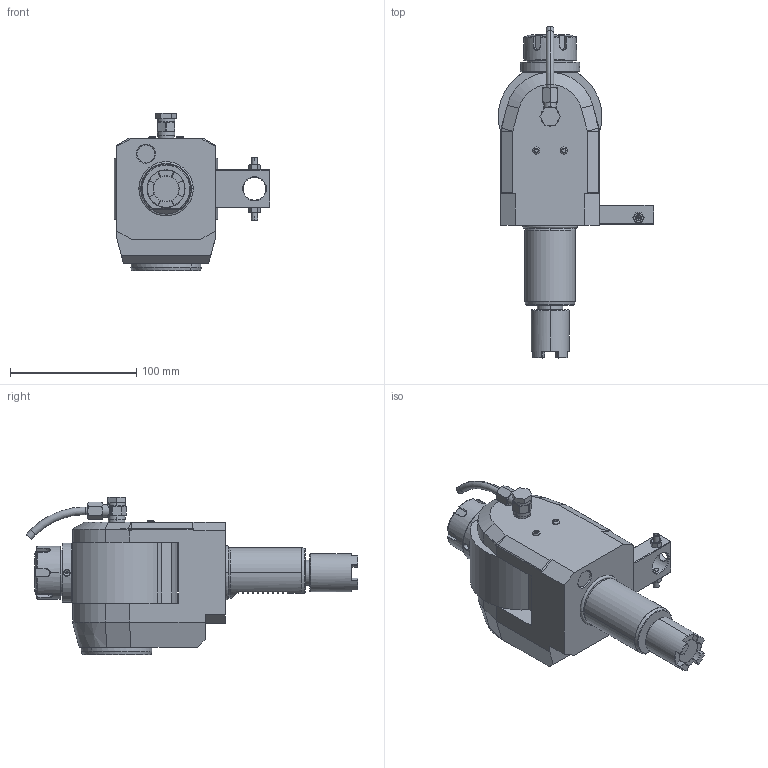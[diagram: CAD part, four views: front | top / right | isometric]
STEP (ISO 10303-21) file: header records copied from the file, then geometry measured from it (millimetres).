
FILE_DESCRIPTION((''),'2;1');
FILE_NAME('NGT1_40_551_25_2A','2021-08-20T',('vali'),('NOVA GRUP'),'PRO/ENGINEER BY PARAMETRIC TECHNOLOGY CORPORATION, 2010280','PRO/ENGINEER BY PARAMETRIC TECHNOLOGY CORPORATION, 2010280','');
FILE_SCHEMA(('CONFIG_CONTROL_DESIGN'));
Length unit declared in the file: millimetre
Products named in the file (1): NGT1_40_551_25_2A
Bounding box: 122.99 x 262.52 x 124.9 mm (x, y, z)
Volume: 966311.3 mm3; surface area: 89555.4 mm2
Topology: 1 solids, 3 shells, 621 faces, 1551 edges, 955 vertices
Faces by surface type: plane 276, cylinder 146, cone 85, bspline 78, torus 36
Entity records: 27378 total; most frequent: CARTESIAN_POINT 13447, ORIENTED_EDGE 3078, DIRECTION 2561, EDGE_CURVE 1539, VERTEX_POINT 955, AXIS2_PLACEMENT_3D 900, VECTOR 761, LINE 761
